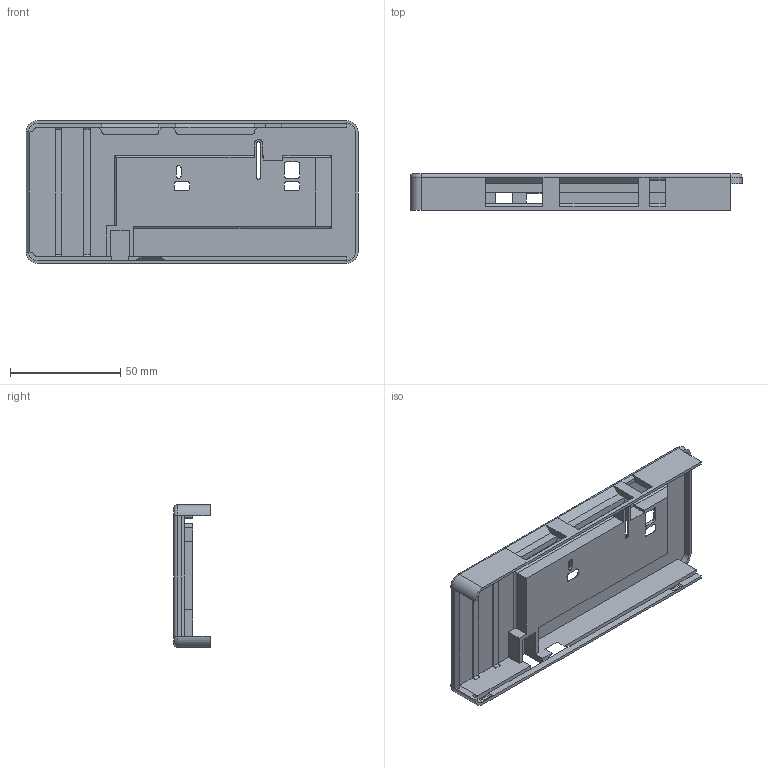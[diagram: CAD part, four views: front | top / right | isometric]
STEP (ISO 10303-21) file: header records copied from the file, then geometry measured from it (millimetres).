
FILE_DESCRIPTION (( 'STEP AP203' ), '1' );
FILE_NAME ('Enclosure Top 4 Print.STEP', '2018-01-06T10:31:30', ( '' ), ( '' ), 'SwSTEP 2.0', 'SolidWorks 2017', '' );
FILE_SCHEMA (( 'CONFIG_CONTROL_DESIGN' ));
Length unit declared in the file: millimetre
Products named in the file (1): Enclosure Top 4 Print
Bounding box: 150.8 x 16.5 x 64.84 mm (x, y, z)
Volume: 28761.2 mm3; surface area: 32355.6 mm2
Topology: 1 solids, 1 shells, 202 faces, 593 edges, 382 vertices
Faces by surface type: plane 133, cylinder 51, torus 10, cone 8
Entity records: 6781 total; most frequent: CARTESIAN_POINT 1233, ORIENTED_EDGE 1186, DIRECTION 1107, EDGE_CURVE 593, LINE 467, VECTOR 467, VERTEX_POINT 382, AXIS2_PLACEMENT_3D 320
